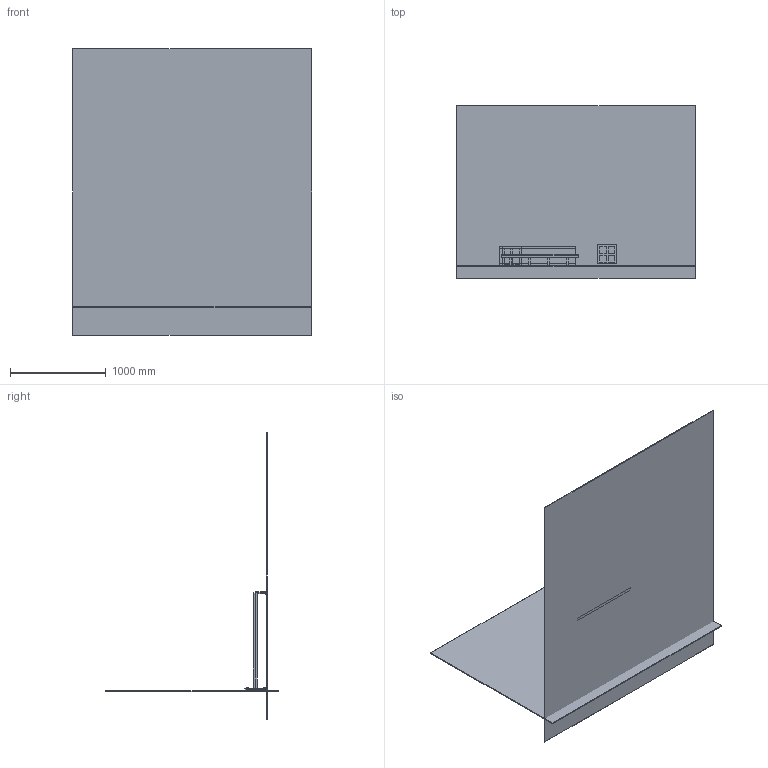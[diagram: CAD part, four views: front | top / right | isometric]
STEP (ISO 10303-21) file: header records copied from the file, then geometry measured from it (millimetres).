
FILE_DESCRIPTION(/* description */ ('STEP AP242','CAx-IF Rec.Pracs.---Representation and Presentation of Product Manufacturing Information (PMI)---4.0---2014-10-13','CAx-IF Rec.Pracs.---3D Tessellated Geometry---0.4---2014-09-14','2;1'),/* implementation_level */ '2;1');
FILE_NAME(/* name */ '65b4f62fcb07f648d50a6964',/* time_stamp */ '2024-01-27T12:25:20Z',/* author */ (''),/* organization */ (''),/* preprocessor_version */ 'ST-DEVELOPER v19.4',/* originating_system */ ' ',/* authorisation */ ' ');
FILE_SCHEMA (('AP242_MANAGED_MODEL_BASED_3D_ENGINEERING_MIM_LF { 1 0 10303 442 1 1 4 }'));
Length unit declared in the file: metre
Products named in the file (6): Assembly 1; Part 1; Part 4; Part 3; Part 2
Assembly tree (6 placements, depth 2):
  Assembly 1
    Part 1  x2
    Part 4
    Part 3
    Part 2
    Part 1
Bounding box: 2501.76 x 1800 x 3000 mm (x, y, z)
Volume: 122845774.5 mm3; surface area: 25216619.9 mm2
Topology: 6 solids, 10 shells, 138 faces, 351 edges, 225 vertices
Faces by surface type: plane 132, cylinder 3, cone 3
Full cylindrical faces by diameter (mm): 6 x3
Entity records: 3400 total; most frequent: CARTESIAN_POINT 572, ORIENTED_EDGE 546, DIRECTION 518, EDGE_CURVE 273, LINE 264, VECTOR 264, VERTEX_POINT 181, EDGE_LOOP 132
